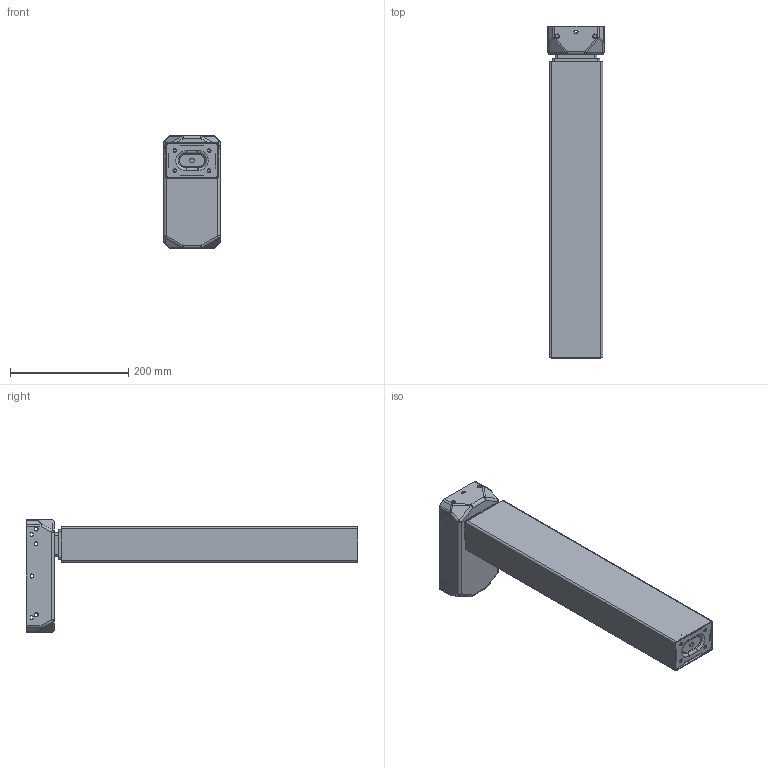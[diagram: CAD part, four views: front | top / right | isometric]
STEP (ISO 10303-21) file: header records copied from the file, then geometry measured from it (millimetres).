
FILE_DESCRIPTION((''),'2;1');
FILE_NAME('ASM0001_ASM_ASM_1_ASM_1_ASM_1_A_ASM','2020-01-03T14:11:03',('Administrator'),('捷昌驱动'),'CREO PARAMETRIC BY PTC INC, 2018500','CREO PARAMETRIC BY PTC INC, 2018500','');
FILE_SCHEMA(('CONFIG_CONTROL_DESIGN'));
Length unit declared in the file: millimetre
Products named in the file (9): 80X50_1_1_1_1_1_1_1; 70X40_1_1_1_1_1_1_1; ____3_1_1_1_1_1_1_1; DIBAN070201__ASM_ASM_1_ASM_1_AS_ASM; JIXINHE-A_1_1_1_1_1_1_1; JC35ET_ASM_ASM_ASM_1_ASM_1_ASM__ASM; DIBAN_1_1_1_1_1_1_1; 90X60X1_5_1_1_1_1_1_1_1; ASM0001_ASM_ASM_1_ASM_1_ASM_1_A_ASM
Assembly tree (8 placements, depth 4):
  ASM0001_ASM_ASM_1_ASM_1_ASM_1_A_ASM
    80X50_1_1_1_1_1_1_1
    70X40_1_1_1_1_1_1_1
    JC35ET_ASM_ASM_ASM_1_ASM_1_ASM__ASM
      DIBAN070201__ASM_ASM_1_ASM_1_AS_ASM
        ____3_1_1_1_1_1_1_1
      JIXINHE-A_1_1_1_1_1_1_1
    DIBAN_1_1_1_1_1_1_1
    90X60X1_5_1_1_1_1_1_1_1
Bounding box: 96 x 560.6 x 190 mm (x, y, z)
Volume: 777788.2 mm3; surface area: 863312.3 mm2
Topology: 6 solids, 6 shells, 451 faces, 1306 edges, 835 vertices
Faces by surface type: cylinder 212, plane 148, sphere 36, bspline 36, torus 11, cone 8
Entity records: 19881 total; most frequent: CARTESIAN_POINT 8122, ORIENTED_EDGE 2540, DIRECTION 2302, EDGE_CURVE 1270, AXIS2_PLACEMENT_3D 843, VERTEX_POINT 835, VECTOR 616, LINE 616
